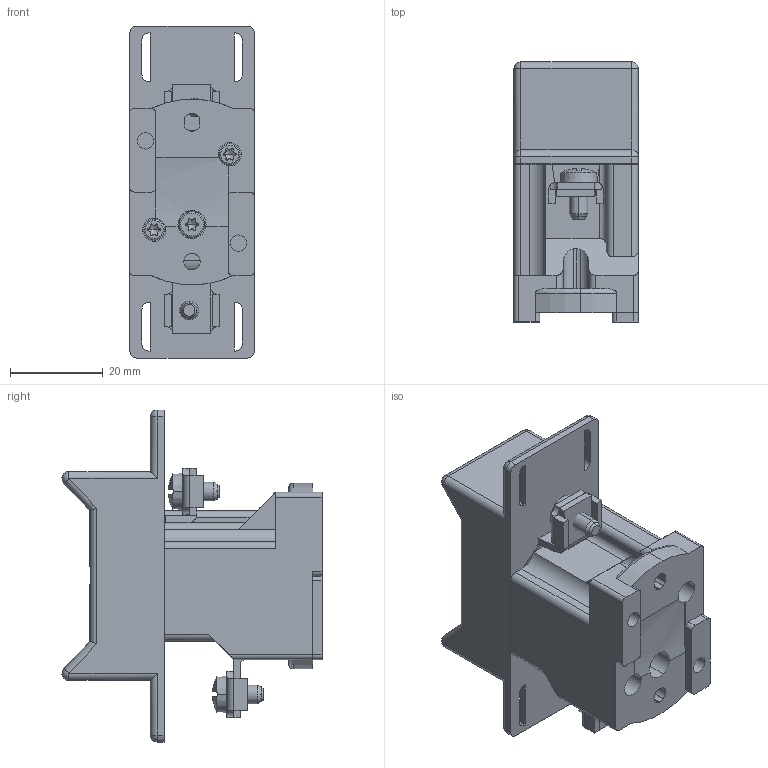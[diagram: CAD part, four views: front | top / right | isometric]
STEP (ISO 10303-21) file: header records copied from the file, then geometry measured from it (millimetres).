
FILE_DESCRIPTION((''),'2;1');
FILE_NAME('XXX002221021_D01_E14_16A_N-K_3P_ASM','2021-05-11T',('marketing.praksa'),('Audax d.o.o.'),'CREO PARAMETRIC BY PTC INC, 2017480','CREO PARAMETRIC BY PTC INC, 2017480','');
FILE_SCHEMA(('AUTOMOTIVE_DESIGN { 1 0 10303 214 1 1 1 1 }'));
Products named in the file (16): PRT9494_1_1_2_1; PRT9494_1_1_2_2; PRT9494_1_1_2_3; PRT9494_1_1_2_ASM; PRT9495_1_1; ASM0001AQ_ASM; BASE-1-1; K_ASM; NAVOJ_1_1_1_1_2; KOVINA_1_1_1_1_2; 0000048019_1_1_1_1_1_2; 0000059956_1_1_1_2_3_1_1_2; 0000059957_1_1_1_2_3_1_1_2; UN-SCREW_1_1_1_1_2; ASDF_ASM_1_1_ASM_1_1_2_ASM; XXX002221021_D01_E14_16A_N-K_3P_ASM
Assembly tree (18 placements, depth 4):
  XXX002221021_D01_E14_16A_N-K_3P_ASM
    ASM0001AQ_ASM
      PRT9494_1_1_2_ASM
        PRT9494_1_1_2_1
        PRT9494_1_1_2_2
        PRT9494_1_1_2_3
      PRT9495_1_1
    K_ASM
      BASE-1-1
    NAVOJ_1_1_1_1_2
    KOVINA_1_1_1_1_2
    0000048019_1_1_1_1_1_2  x2
    0000059956_1_1_1_2_3_1_1_2
    0000059957_1_1_1_2_3_1_1_2  x2
    ASDF_ASM_1_1_ASM_1_1_2_ASM
      UN-SCREW_1_1_1_1_2  x2
Bounding box: 26.85 x 56 x 71.5 mm (x, y, z)
Volume: 34880.4 mm3; surface area: 20501.1 mm2
Topology: 14 solids, 18 shells, 624 faces, 1775 edges, 1176 vertices
Faces by surface type: plane 301, cylinder 255, cone 36, torus 20, sphere 12
Entity records: 24132 total; most frequent: CARTESIAN_POINT 4234, DIRECTION 2952, ORIENTED_EDGE 2932, EDGE_CURVE 1469, PRESENTATION_STYLE_ASSIGNMENT 1088, STYLED_ITEM 1088, AXIS2_PLACEMENT_3D 1071, VERTEX_POINT 980
